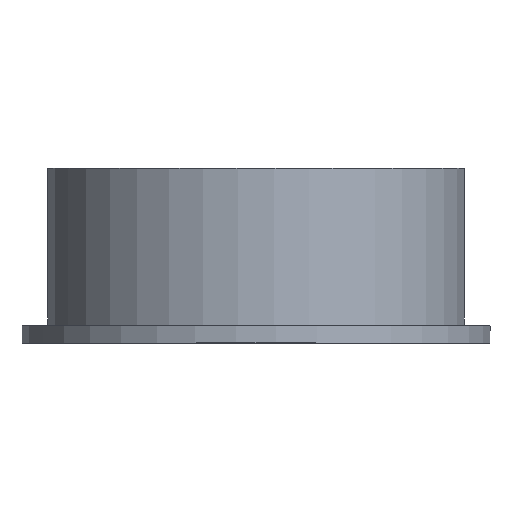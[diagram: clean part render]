
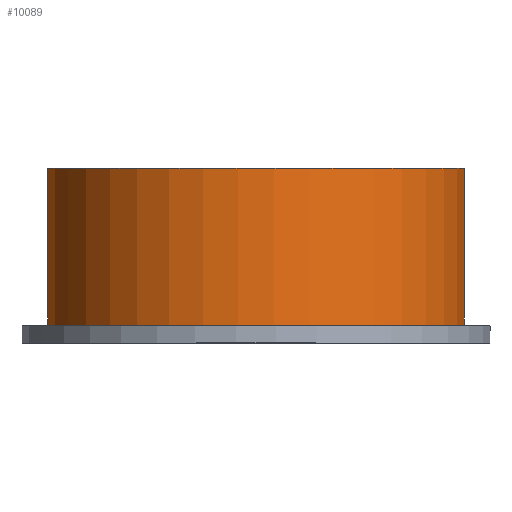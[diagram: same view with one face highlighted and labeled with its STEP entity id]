
A CAD part, top view. The second image highlights one B-rep face of the part: STEP entity #10089.
In plain terms, the highlighted cylindrical face has radius 120 mm (diameter 240 mm), a partial arc.
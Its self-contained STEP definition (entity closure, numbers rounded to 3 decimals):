
#41=CIRCLE('',#10327,120.);
#48=CIRCLE('',#10363,120.);
#197=CYLINDRICAL_SURFACE('',#10584,120.);
#1432=FACE_OUTER_BOUND('',#2047,.T.);
#2047=EDGE_LOOP('',(#9191,#9192,#9193,#9194,#9195,#9196,#9197,#9198,#9199,
#9200));
#2706=LINE('',#17243,#3628);
#2709=LINE('',#17248,#3631);
#2814=LINE('',#17508,#3736);
#2815=LINE('',#17509,#3737);
#2824=LINE('',#17532,#3746);
#2826=LINE('',#17534,#3748);
#2981=LINE('',#18076,#3903);
#2982=LINE('',#18077,#3904);
#3628=VECTOR('',#11574,10.);
#3631=VECTOR('',#11577,10.);
#3736=VECTOR('',#11812,10.);
#3737=VECTOR('',#11813,10.);
#3746=VECTOR('',#11834,10.);
#3748=VECTOR('',#11836,10.);
#3903=VECTOR('',#12443,10.);
#3904=VECTOR('',#12444,10.);
#4606=VERTEX_POINT('',#17232);
#4610=VERTEX_POINT('',#17240);
#4611=VERTEX_POINT('',#17242);
#4612=VERTEX_POINT('',#17244);
#4613=VERTEX_POINT('',#17246);
#4646=VERTEX_POINT('',#17348);
#4654=VERTEX_POINT('',#17377);
#4700=VERTEX_POINT('',#17519);
#4702=VERTEX_POINT('',#17524);
#4705=VERTEX_POINT('',#17531);
#5917=EDGE_CURVE('',#4611,#4610,#2706,.T.);
#5920=EDGE_CURVE('',#4606,#4613,#2709,.T.);
#5982=EDGE_CURVE('',#4606,#4654,#41,.T.);
#6042=EDGE_CURVE('',#4612,#4611,#2814,.T.);
#6043=EDGE_CURVE('',#4613,#4612,#2815,.T.);
#6055=EDGE_CURVE('',#4705,#4654,#2824,.T.);
#6057=EDGE_CURVE('',#4702,#4646,#2826,.T.);
#6060=EDGE_CURVE('',#4610,#4702,#48,.T.);
#6323=EDGE_CURVE('',#4646,#4700,#2981,.T.);
#6324=EDGE_CURVE('',#4700,#4705,#2982,.T.);
#9191=ORIENTED_EDGE('',*,*,#6060,.T.);
#9192=ORIENTED_EDGE('',*,*,#6057,.T.);
#9193=ORIENTED_EDGE('',*,*,#6323,.T.);
#9194=ORIENTED_EDGE('',*,*,#6324,.T.);
#9195=ORIENTED_EDGE('',*,*,#6055,.T.);
#9196=ORIENTED_EDGE('',*,*,#5982,.F.);
#9197=ORIENTED_EDGE('',*,*,#5920,.T.);
#9198=ORIENTED_EDGE('',*,*,#6043,.T.);
#9199=ORIENTED_EDGE('',*,*,#6042,.T.);
#9200=ORIENTED_EDGE('',*,*,#5917,.T.);
#10089=ADVANCED_FACE('',(#1432),#197,.T.);
#10327=AXIS2_PLACEMENT_3D('',#17385,#11703,#11704);
#10363=AXIS2_PLACEMENT_3D('',#17539,#11845,#11846);
#10584=AXIS2_PLACEMENT_3D('',#18075,#12441,#12442);
#11574=DIRECTION('',(0.,-1.,0.));
#11577=DIRECTION('',(0.,-1.,0.));
#11703=DIRECTION('center_axis',(0.,1.,0.));
#11704=DIRECTION('ref_axis',(1.,0.,0.));
#11812=DIRECTION('',(0.,-1.,0.));
#11813=DIRECTION('',(0.,-1.,0.));
#11834=DIRECTION('',(0.,1.,0.));
#11836=DIRECTION('',(0.,1.,0.));
#11845=DIRECTION('center_axis',(0.,1.,0.));
#11846=DIRECTION('ref_axis',(-1.,0.,0.));
#12441=DIRECTION('center_axis',(0.,1.,0.));
#12442=DIRECTION('ref_axis',(0.,0.,
1.));
#12443=DIRECTION('',(0.,1.,0.));
#12444=DIRECTION('',(0.,1.,0.));
#17232=CARTESIAN_POINT('',(145.596,149.109,-309.531));
#17240=CARTESIAN_POINT('',(145.596,58.609,-309.531));
#17242=CARTESIAN_POINT('',(145.596,79.359,-309.531));
#17243=CARTESIAN_POINT('',(145.596,53.609,-309.531));
#17244=CARTESIAN_POINT('',(145.596,143.609,-309.531));
#17246=CARTESIAN_POINT('',(145.596,148.609,-309.531));
#17248=CARTESIAN_POINT('',(145.596,53.609,-309.531));
#17348=CARTESIAN_POINT('',(215.596,79.359,-309.531));
#17377=CARTESIAN_POINT('',(215.596,149.109,-309.531));
#17385=CARTESIAN_POINT('Origin',(180.596,149.109,-194.748));
#17508=CARTESIAN_POINT('',(145.596,53.609,-309.531));
#17509=CARTESIAN_POINT('',(145.596,53.609,-309.531));
#17519=CARTESIAN_POINT('',(215.596,143.609,-309.531));
#17524=CARTESIAN_POINT('',(215.596,58.609,-309.531));
#17531=CARTESIAN_POINT('',(215.596,148.609,-309.531));
#17532=CARTESIAN_POINT('',(215.596,53.609,-309.531));
#17534=CARTESIAN_POINT('',(215.596,53.609,-309.531));
#17539=CARTESIAN_POINT('Origin',(180.596,58.609,-194.748));
#18075=CARTESIAN_POINT('Origin',(180.596,53.609,-194.748));
#18076=CARTESIAN_POINT('',(215.596,53.609,-309.531));
#18077=CARTESIAN_POINT('',(215.596,53.609,-309.531));
